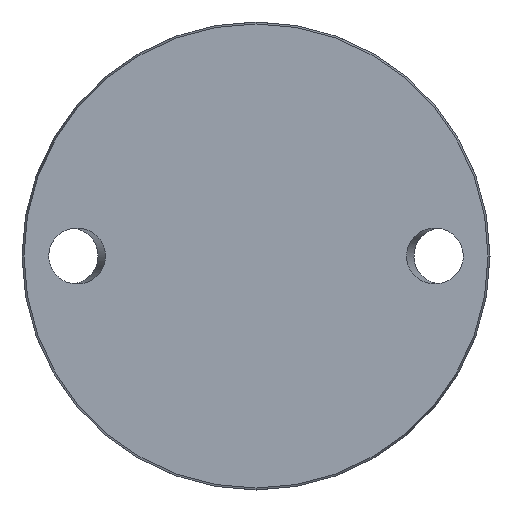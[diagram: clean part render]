
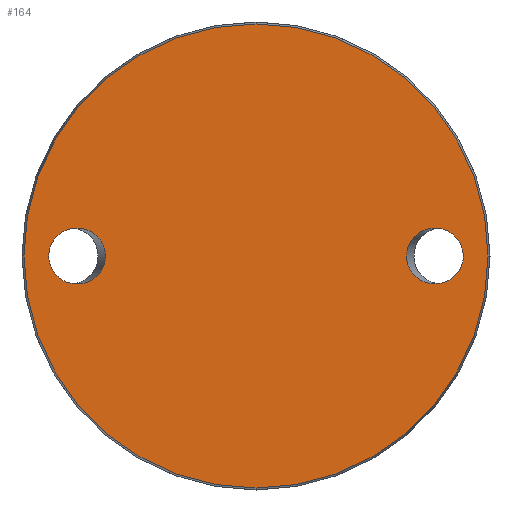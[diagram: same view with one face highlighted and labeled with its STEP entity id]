
A CAD part, front view. The second image highlights one B-rep face of the part: STEP entity #164.
In plain terms, the highlighted planar face has unit normal (0, -1, 0).
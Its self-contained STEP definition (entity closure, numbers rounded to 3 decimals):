
#3 = CARTESIAN_POINT ( 'NONE',  ( 0., 0., -68.425 ) ) ;
#4 = CARTESIAN_POINT ( 'NONE',  ( -61.115, 0., 0. ) ) ;
#52 = CARTESIAN_POINT ( 'NONE',  ( 0., 0., 0. ) ) ;
#73 = FACE_OUTER_BOUND ( 'NONE', #551, .T. ) ;
#81 = CARTESIAN_POINT ( 'NONE',  ( 44.385, 0., 0. ) ) ;
#142 = PLANE ( 'NONE',  #785 ) ;
#164 = ADVANCED_FACE ( 'NONE', ( #911, #762, #73 ), #142, .F. ) ;
#172 = CARTESIAN_POINT ( 'NONE',  ( 61.115, 0., 0. ) ) ;
#215 = CARTESIAN_POINT ( 'NONE',  ( -68.425, 0., 0. ) ) ;
#239 = CARTESIAN_POINT ( 'NONE',  ( 44.385, 0., 0. ) ) ;
#250 = CARTESIAN_POINT ( 'NONE',  ( -61.115, 0., -16.5 ) ) ;
#310 = AXIS2_PLACEMENT_3D ( 'NONE', #52, #364, #602 ) ;
#331 = CARTESIAN_POINT ( 'NONE',  ( 44.385, 0., 0. ) ) ;
#364 = DIRECTION ( 'NONE',  ( 0., -1., 0. ) ) ;
#382 = VERTEX_POINT ( 'NONE', #926 ) ;
#391 = CARTESIAN_POINT ( 'NONE',  ( -61.115, 0., 0. ) ) ;
#403 = CARTESIAN_POINT ( 'NONE',  ( 44.385, 0., 16.5 ) ) ;
#443 = DIRECTION ( 'NONE',  ( 0., 0., 1. ) ) ;
#454 = VERTEX_POINT ( 'NONE', #3 ) ;
#459 = CARTESIAN_POINT ( 'NONE',  ( -44.385, 0., 16.5 ) ) ;
#465 = EDGE_LOOP ( 'NONE', ( #769 ) ) ;
#533 = EDGE_LOOP ( 'NONE', ( #933 ) ) ;
#551 = EDGE_LOOP ( 'NONE', ( #648 ) ) ;
#568 =( BOUNDED_CURVE ( )  B_SPLINE_CURVE ( 3, ( #391, #841, #459, #938, #701, #250, #4 ),
 .UNSPECIFIED., .T., .F. ) 
 B_SPLINE_CURVE_WITH_KNOTS ( ( 4, 3, 4 ),
 ( 0., 3.142, 6.283 ),
 .UNSPECIFIED. ) 
 CURVE ( )  GEOMETRIC_REPRESENTATION_ITEM ( )  RATIONAL_B_SPLINE_CURVE ( ( 1., 0.333, 0.333, 1., 0.333, 0.333, 1. ) ) 
 REPRESENTATION_ITEM ( '' )  );
#586 = DIRECTION ( 'NONE',  ( 0., 1., 0. ) ) ;
#602 = DIRECTION ( 'NONE',  ( 0., 0., -1. ) ) ;
#621 = EDGE_CURVE ( 'NONE', #382, #382, #568, .T. ) ;
#628 = CARTESIAN_POINT ( 'NONE',  ( 44.385, 0., -16.5 ) ) ;
#648 = ORIENTED_EDGE ( 'NONE', *, *, #874, .T. ) ;
#701 = CARTESIAN_POINT ( 'NONE',  ( -44.385, 0., -16.5 ) ) ;
#760 = CIRCLE ( 'NONE', #310, 68.425 ) ;
#762 = FACE_BOUND ( 'NONE', #465, .T. ) ;
#769 = ORIENTED_EDGE ( 'NONE', *, *, #799, .F. ) ;
#781 = CARTESIAN_POINT ( 'NONE',  ( 61.115, 0., 16.5 ) ) ;
#785 = AXIS2_PLACEMENT_3D ( 'NONE', #215, #586, #443 ) ;
#799 = EDGE_CURVE ( 'NONE', #847, #847, #946, .T. ) ;
#841 = CARTESIAN_POINT ( 'NONE',  ( -61.115, 0., 16.5 ) ) ;
#847 = VERTEX_POINT ( 'NONE', #81 ) ;
#860 = CARTESIAN_POINT ( 'NONE',  ( 61.115, 0., -16.5 ) ) ;
#874 = EDGE_CURVE ( 'NONE', #454, #454, #760, .T. ) ;
#911 = FACE_BOUND ( 'NONE', #533, .T. ) ;
#926 = CARTESIAN_POINT ( 'NONE',  ( -61.115, 0., 0. ) ) ;
#933 = ORIENTED_EDGE ( 'NONE', *, *, #621, .T. ) ;
#938 = CARTESIAN_POINT ( 'NONE',  ( -44.385, 0., 0. ) ) ;
#946 =( BOUNDED_CURVE ( )  B_SPLINE_CURVE ( 3, ( #239, #628, #860, #172, #781, #403, #331 ),
 .UNSPECIFIED., .T., .F. ) 
 B_SPLINE_CURVE_WITH_KNOTS ( ( 4, 3, 4 ),
 ( 0., 3.142, 6.283 ),
 .UNSPECIFIED. ) 
 CURVE ( )  GEOMETRIC_REPRESENTATION_ITEM ( )  RATIONAL_B_SPLINE_CURVE ( ( 1., 0.333, 0.333, 1., 0.333, 0.333, 1. ) ) 
 REPRESENTATION_ITEM ( '' )  );
